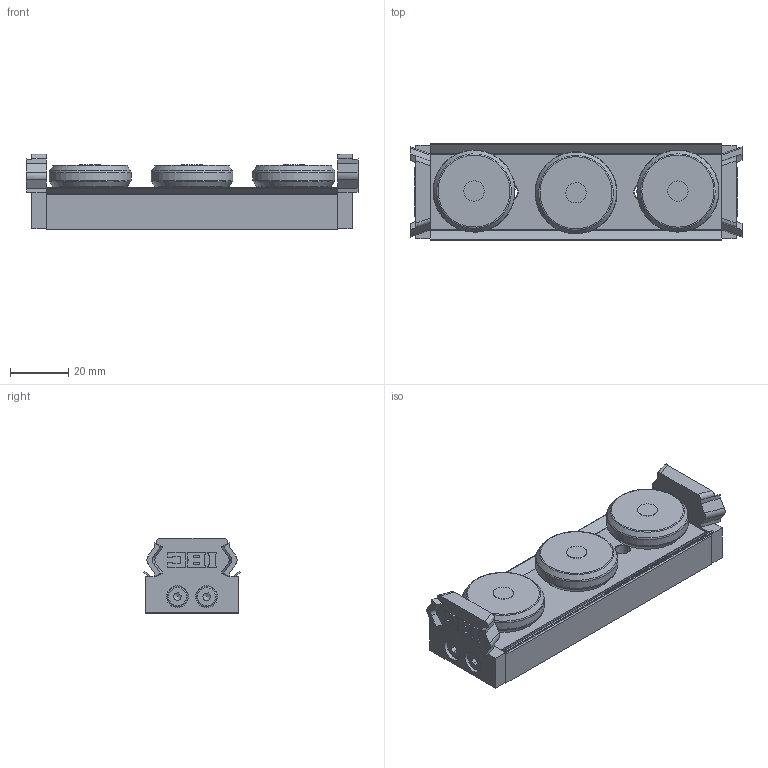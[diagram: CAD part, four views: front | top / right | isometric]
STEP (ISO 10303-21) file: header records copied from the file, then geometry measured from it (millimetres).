
FILE_DESCRIPTION((''),'2;1');
FILE_NAME('CL 35-21.2RS.AXS.stp','2015-03-04T10:55:01',('USpaeth'),(''),'Autodesk Inventor 2012','Autodesk Inventor 2012','');
FILE_SCHEMA(('AUTOMOTIVE_DESIGN { 1 0 10303 214 1 1 1 1 }'));
Length unit declared in the file: millimetre
Products named in the file (7): CL 35-21.2RS.AX; LL.CL 35-21; ABS X35; DIN 7984 M4 x 8; DIN 7984 M5 x 14; Abstreiferlippe-100mm; CBRS(E) 28-35
Assembly tree (15 placements, depth 2):
  CL 35-21.2RS.AX
    LL.CL 35-21
    ABS X35  x2
    DIN 7984 M4 x 8  x4
    DIN 7984 M5 x 14  x3
    Abstreiferlippe-100mm  x2
    CBRS(E) 28-35  x3
Bounding box: 114 x 33.08 x 25.8 mm (x, y, z)
Volume: 57333.1 mm3; surface area: 32375 mm2
Topology: 15 solids, 15 shells, 488 faces, 1203 edges, 781 vertices
Faces by surface type: plane 286, cylinder 121, cone 43, torus 26, bspline 12
Full cylindrical faces by diameter (mm): 0.5 x2, 2.5 x6, 3.242 x4, 4 x4, 4.134 x3, 5 x7, 5.134 x2, 5.5 x3, 7 x7, 7.5 x4, 8.5 x3, 9 x3, 10 x3, 12 x3, 28.2 x3
Entity records: 7045 total; most frequent: CARTESIAN_POINT 1373, DIRECTION 1138, ORIENTED_EDGE 1024, EDGE_CURVE 512, AXIS2_PLACEMENT_3D 401, VERTEX_POINT 370, EDGE_LOOP 338, VECTOR 336
